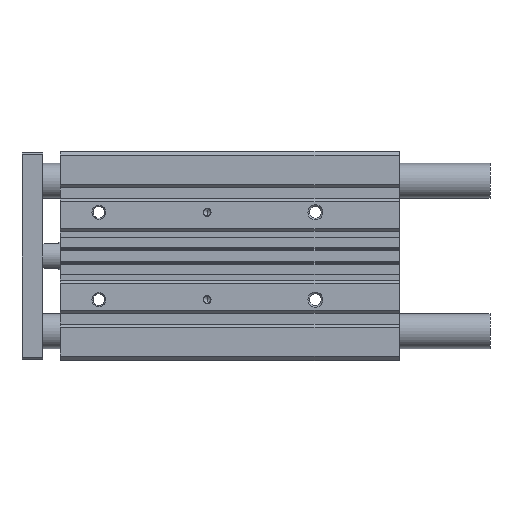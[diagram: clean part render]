
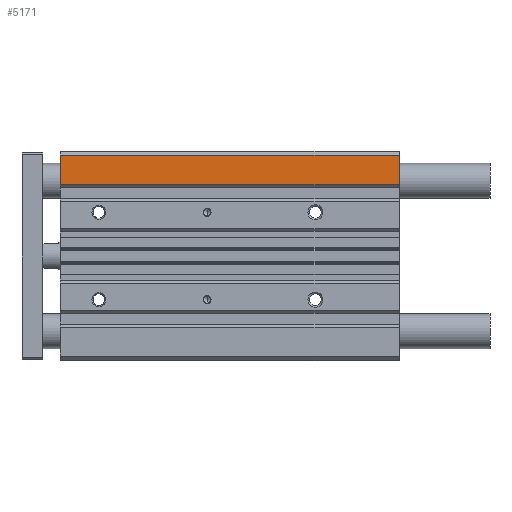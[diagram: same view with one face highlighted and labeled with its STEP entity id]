
A CAD part, front view. The second image highlights one B-rep face of the part: STEP entity #5171.
In plain terms, the highlighted planar face has unit normal (0, -1, 0).
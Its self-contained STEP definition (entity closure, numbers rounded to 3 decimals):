
#238 = DIRECTION ( 'NONE',  ( -1., 0., 0. ) ) ;
#1174 = ORIENTED_EDGE ( 'NONE', *, *, #1286, .F. ) ;
#1286 = EDGE_CURVE ( 'NONE', #12081, #6356, #6843, .T. ) ;
#1451 = CARTESIAN_POINT ( 'NONE',  ( 0., -26.95, 57.8 ) ) ;
#1983 = ORIENTED_EDGE ( 'NONE', *, *, #9759, .T. ) ;
#2071 = EDGE_CURVE ( 'NONE', #12081, #12660, #3120, .T. ) ;
#2390 = EDGE_LOOP ( 'NONE', ( #1983, #1174, #7681, #10928 ) ) ;
#2966 = CARTESIAN_POINT ( 'NONE',  ( 0., -26.95, 40.9 ) ) ;
#3120 = LINE ( 'NONE', #8264, #11532 ) ;
#4086 = CARTESIAN_POINT ( 'NONE',  ( 194., -26.95, 40.9 ) ) ;
#4136 = VECTOR ( 'NONE', #8894, 1000. ) ;
#4586 = EDGE_CURVE ( 'NONE', #12660, #11484, #10607, .T. ) ;
#5171 = ADVANCED_FACE ( 'NONE', ( #6706 ), #6840, .T. ) ;
#6356 = VERTEX_POINT ( 'NONE', #2966 ) ;
#6706 = FACE_OUTER_BOUND ( 'NONE', #2390, .T. ) ;
#6780 = CARTESIAN_POINT ( 'NONE',  ( 0., -26.95, 40.9 ) ) ;
#6840 = PLANE ( 'NONE',  #9493 ) ;
#6843 = LINE ( 'NONE', #6780, #11739 ) ;
#7076 = DIRECTION ( 'NONE',  ( 0., 0., 1. ) ) ;
#7681 = ORIENTED_EDGE ( 'NONE', *, *, #2071, .T. ) ;
#7976 = VECTOR ( 'NONE', #238, 1000. ) ;
#8264 = CARTESIAN_POINT ( 'NONE',  ( 194., -26.95, 40.9 ) ) ;
#8716 = CARTESIAN_POINT ( 'NONE',  ( 0., -26.95, 40.9 ) ) ;
#8894 = DIRECTION ( 'NONE',  ( 0., 0., -1. ) ) ;
#9479 = CARTESIAN_POINT ( 'NONE',  ( 194., -26.95, 57.8 ) ) ;
#9493 = AXIS2_PLACEMENT_3D ( 'NONE', #8716, #10924, #10660 ) ;
#9661 = CARTESIAN_POINT ( 'NONE',  ( 0., -26.95, 40.9 ) ) ;
#9759 = EDGE_CURVE ( 'NONE', #11484, #6356, #11991, .T. ) ;
#10607 = LINE ( 'NONE', #1451, #7976 ) ;
#10660 = DIRECTION ( 'NONE',  ( 0., 0., -1. ) ) ;
#10732 = DIRECTION ( 'NONE',  ( -1., 0., 0. ) ) ;
#10924 = DIRECTION ( 'NONE',  ( 0., -1., 0. ) ) ;
#10928 = ORIENTED_EDGE ( 'NONE', *, *, #4586, .T. ) ;
#11484 = VERTEX_POINT ( 'NONE', #11815 ) ;
#11532 = VECTOR ( 'NONE', #7076, 1000. ) ;
#11739 = VECTOR ( 'NONE', #10732, 1000. ) ;
#11815 = CARTESIAN_POINT ( 'NONE',  ( 0., -26.95, 57.8 ) ) ;
#11991 = LINE ( 'NONE', #9661, #4136 ) ;
#12081 = VERTEX_POINT ( 'NONE', #4086 ) ;
#12660 = VERTEX_POINT ( 'NONE', #9479 ) ;
